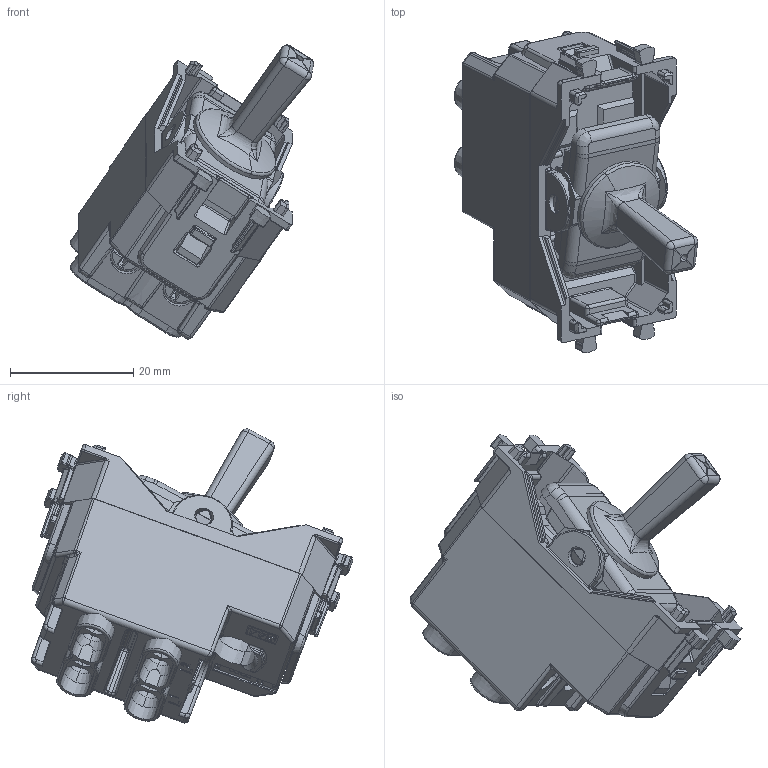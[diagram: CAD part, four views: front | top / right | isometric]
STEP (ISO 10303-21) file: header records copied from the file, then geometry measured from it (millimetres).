
FILE_DESCRIPTION(('CATIA V5 STEP Exchange'),'2;1');
FILE_NAME('444010B_20A.stp','2025-03-06T14:58:13+00:00',('none'),('none'),'CATIA Version 5-6 Release 2016 SP6','CATIA V5 STEP AP203','none');
FILE_SCHEMA(('CONFIG_CONTROL_DESIGN'));
Products named in the file (1): STP
Assembly tree (17 placements, depth 2):
  STP
    #57
    #39609  x4
    #41522  x2
    #42388
    #90624
    #100084
    #102804
    #111056  x2
    #112743  x2
    #113788  x2
Bounding box: 39.5 x 52.17 x 47.73 mm (x, y, z)
Volume: 13583.2 mm3; surface area: 22173.2 mm2
Topology: 19 solids, 19 shells, 3322 faces, 8904 edges, 5499 vertices
Faces by surface type: plane 1585, cylinder 959, bspline 297, cone 224, torus 121, sphere 106, extrusion 18, revolution 12
Entity records: 115734 total; most frequent: CARTESIAN_POINT 51266, ORIENTED_EDGE 15620, DIRECTION 9366, EDGE_CURVE 7810, VERTEX_POINT 4880, VECTOR 3946, LINE 3928, AXIS2_PLACEMENT_3D 3225
